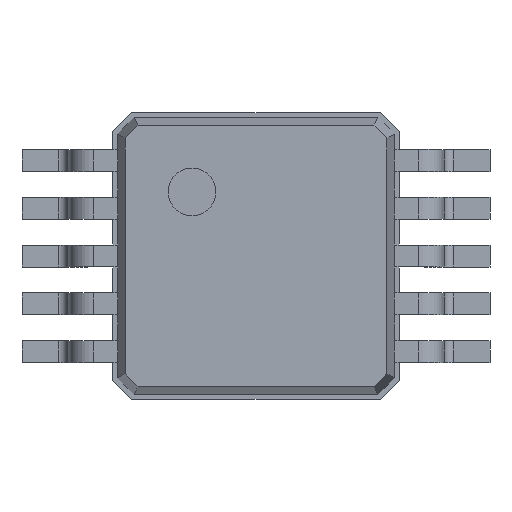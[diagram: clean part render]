
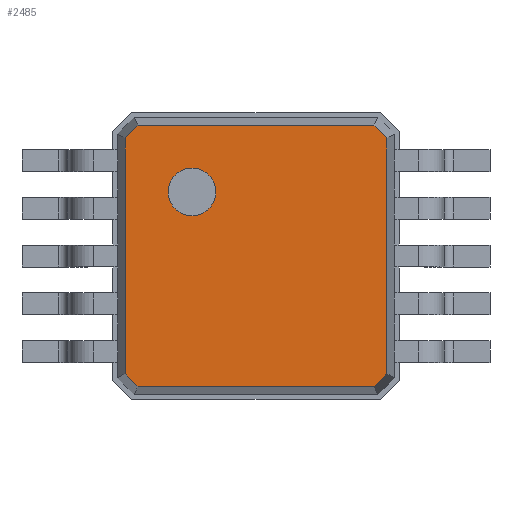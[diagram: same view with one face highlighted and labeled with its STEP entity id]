
A CAD part, top view. The second image highlights one B-rep face of the part: STEP entity #2485.
In plain terms, the highlighted planar face has unit normal (0, 0, 1).
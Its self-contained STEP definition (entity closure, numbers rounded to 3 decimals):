
#13=DIRECTION('',(0.,0.,1.));
#27=VECTOR('',#28,1.);
#28=DIRECTION('',(1.,0.,0.));
#51=VECTOR('',#52,1.);
#52=DIRECTION('',(0.707,-0.707,0.));
#58=VECTOR('',#59,1.);
#59=DIRECTION('',(0.,-1.,0.));
#65=VECTOR('',#66,1.);
#66=DIRECTION('',(-0.707,-0.707,0.));
#72=VECTOR('',#73,1.);
#73=DIRECTION('',(-1.,0.,0.));
#79=VECTOR('',#80,1.);
#80=DIRECTION('',(-0.707,0.707,0.));
#86=VECTOR('',#87,1.);
#87=DIRECTION('',(0.,1.,0.));
#91=VECTOR('',#92,1.);
#92=DIRECTION('',(0.707,0.707,0.));
#894=VERTEX_POINT('',#895);
#895=CARTESIAN_POINT('',(-1.37,1.235,1.));
#897=ORIENTED_EDGE('',*,*,#898,.F.);
#898=EDGE_CURVE('',#899,#894,#901,.T.);
#899=VERTEX_POINT('',#900);
#900=CARTESIAN_POINT('',(-1.37,-1.235,1.));
#901=LINE('',#900,#86);
#912=VERTEX_POINT('',#913);
#913=CARTESIAN_POINT('',(-1.235,1.37,1.));
#915=ORIENTED_EDGE('',*,*,#916,.F.);
#916=EDGE_CURVE('',#894,#912,#917,.T.);
#917=LINE('',#895,#91);
#926=VERTEX_POINT('',#927);
#927=CARTESIAN_POINT('',(1.235,1.37,1.));
#929=ORIENTED_EDGE('',*,*,#930,.F.);
#930=EDGE_CURVE('',#912,#926,#931,.T.);
#931=LINE('',#913,#27);
#940=VERTEX_POINT('',#941);
#941=CARTESIAN_POINT('',(1.37,1.235,1.));
#943=ORIENTED_EDGE('',*,*,#944,.F.);
#944=EDGE_CURVE('',#926,#940,#945,.T.);
#945=LINE('',#927,#51);
#994=VERTEX_POINT('',#995);
#995=CARTESIAN_POINT('',(1.37,-1.235,1.));
#997=ORIENTED_EDGE('',*,*,#998,.F.);
#998=EDGE_CURVE('',#940,#994,#999,.T.);
#999=LINE('',#941,#58);
#2485=ADVANCED_FACE('',(#2486,#2501),#2511,.T.);
#2486=FACE_BOUND('',#2487,.T.);
#2487=EDGE_LOOP('',(#929,#915,#897,#2488,#2493,#2498,#997,#943));
#2488=ORIENTED_EDGE('',*,*,#2489,.F.);
#2489=EDGE_CURVE('',#2490,#899,#2492,.T.);
#2490=VERTEX_POINT('',#2491);
#2491=CARTESIAN_POINT('',(-1.235,-1.37,1.));
#2492=LINE('',#2491,#79);
#2493=ORIENTED_EDGE('',*,*,#2494,.F.);
#2494=EDGE_CURVE('',#2495,#2490,#2497,.T.);
#2495=VERTEX_POINT('',#2496);
#2496=CARTESIAN_POINT('',(1.235,-1.37,1.));
#2497=LINE('',#2496,#72);
#2498=ORIENTED_EDGE('',*,*,#2499,.F.);
#2499=EDGE_CURVE('',#994,#2495,#2500,.T.);
#2500=LINE('',#995,#65);
#2501=FACE_BOUND('',#2502,.T.);
#2502=EDGE_LOOP('',(#2503));
#2503=ORIENTED_EDGE('',*,*,#2504,.T.);
#2504=EDGE_CURVE('',#2505,#2505,#2507,.T.);
#2505=VERTEX_POINT('',#2506);
#2506=CARTESIAN_POINT('',(-0.67,0.42,1.));
#2507=CIRCLE('',#2508,0.25);
#2508=AXIS2_PLACEMENT_3D('',#2509,#2510,#59);
#2509=CARTESIAN_POINT('',(-0.67,0.67,1.));
#2510=DIRECTION('',(0.,-0.,-1.));
#2511=PLANE('',#2512);
#2512=AXIS2_PLACEMENT_3D('',#913,#13,#2513);
#2513=DIRECTION('',(0.67,-0.743,0.));
